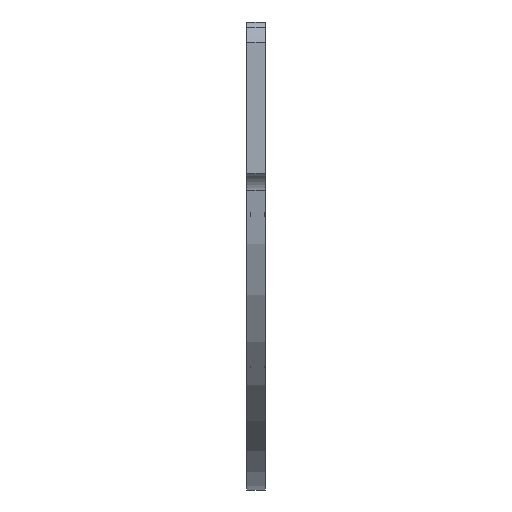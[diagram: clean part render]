
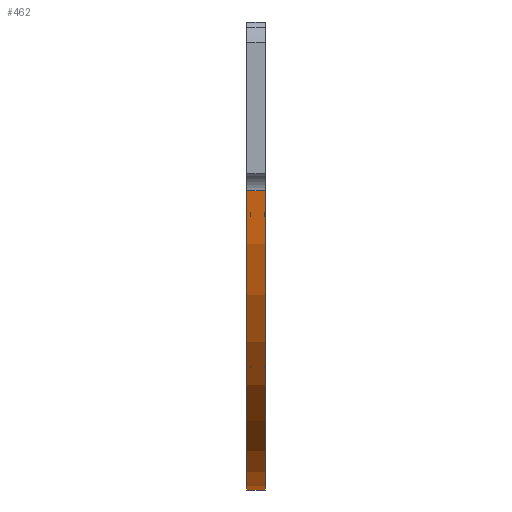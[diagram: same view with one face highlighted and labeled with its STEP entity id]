
A CAD part, left-side view. The second image highlights one B-rep face of the part: STEP entity #462.
In plain terms, the highlighted cylindrical face has radius 173 mm (diameter 346 mm), a partial arc.
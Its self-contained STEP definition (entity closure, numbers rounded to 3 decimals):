
#154=CYLINDRICAL_SURFACE('',#6506,173.);
#229=FACE_OUTER_BOUND('',#2323,.T.);
#462=ADVANCED_FACE('',(#229),#154,.T.);
#1106=LINE('',#9777,#1333);
#1107=LINE('',#9778,#1334);
#1333=VECTOR('',#7208,1.);
#1334=VECTOR('',#7209,1.);
#1610=CIRCLE('',#6451,173.);
#1655=CIRCLE('',#6497,173.);
#2323=EDGE_LOOP('',(#3193,#3194,#3195,#3196));
#3193=ORIENTED_EDGE('',*,*,#5382,.T.);
#3194=ORIENTED_EDGE('',*,*,#5450,.T.);
#3195=ORIENTED_EDGE('',*,*,#5434,.F.);
#3196=ORIENTED_EDGE('',*,*,#5451,.T.);
#4764=VERTEX_POINT('',#9642);
#4765=VERTEX_POINT('',#9644);
#4816=VERTEX_POINT('',#9747);
#4817=VERTEX_POINT('',#9749);
#5382=EDGE_CURVE('',#4765,#4764,#1610,.T.);
#5434=EDGE_CURVE('',#4816,#4817,#1655,.T.);
#5450=EDGE_CURVE('',#4764,#4817,#1106,.T.);
#5451=EDGE_CURVE('',#4816,#4765,#1107,.T.);
#6451=AXIS2_PLACEMENT_3D('',#9643,#7077,#7078);
#6497=AXIS2_PLACEMENT_3D('',#9748,#7176,#7177);
#6506=AXIS2_PLACEMENT_3D('',#9779,#7210,#7211);
#7077=DIRECTION('',(0.,-1.,0.));
#7078=DIRECTION('',(1.,0.,0.));
#7176=DIRECTION('',(0.,-1.,0.));
#7177=DIRECTION('',(1.,0.,0.));
#7208=DIRECTION('',(0.,-1.,0.));
#7209=DIRECTION('',(0.,1.,0.));
#7210=DIRECTION('',(0.,1.,0.));
#7211=DIRECTION('',(0.,0.,1.));
#9642=CARTESIAN_POINT('',(172.493,5.,-13.235));
#9643=CARTESIAN_POINT('',(0.,5.,0.));
#9644=CARTESIAN_POINT('',(-172.493,5.,-13.235));
#9747=CARTESIAN_POINT('',(-172.493,-5.,-13.235));
#9748=CARTESIAN_POINT('',(0.,-5.,0.));
#9749=CARTESIAN_POINT('',(172.493,-5.,-13.235));
#9777=CARTESIAN_POINT('',(172.493,-5.,-13.235));
#9778=CARTESIAN_POINT('',(-172.493,-5.,-13.235));
#9779=CARTESIAN_POINT('',(0.,-5.,0.));
